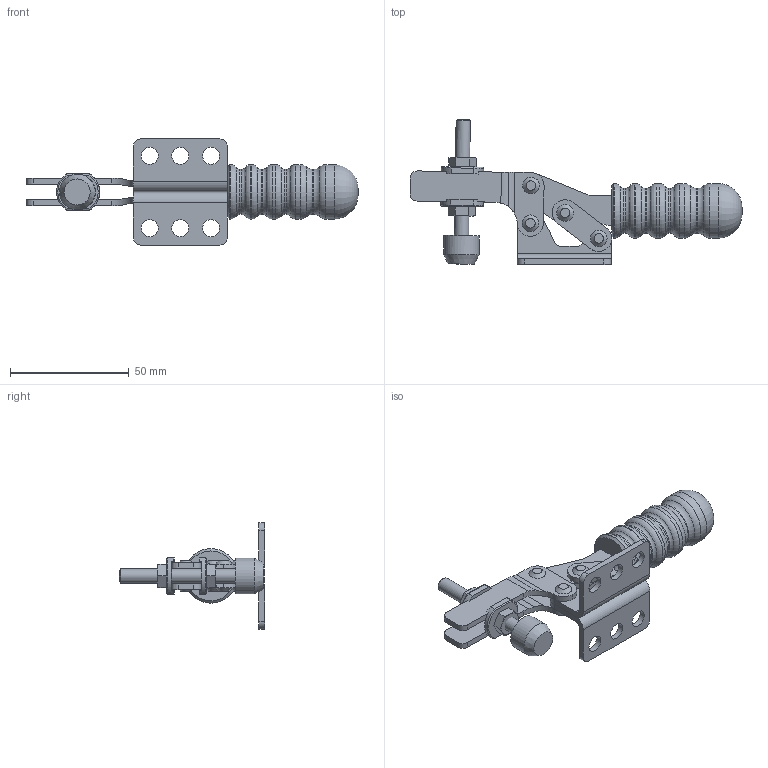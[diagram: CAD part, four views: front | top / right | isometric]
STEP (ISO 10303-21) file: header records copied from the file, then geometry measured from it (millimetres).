
FILE_DESCRIPTION(/* description */ ('Alibre Inc.'),/* implementation_level */ '2;1');
FILE_NAME(/* name */ 'export0',/* time_stamp */ '2012-02-17T12:16:06+01:00',/* author */ (''),/* organization */ (''),/* preprocessor_version */ 'ST-DEVELOPER v12',/* originating_system */ 'Alibre',/* authorisation */ '');
FILE_SCHEMA (('CONFIG_CONTROL_DESIGN'));
Length unit declared in the file: millimetre
Products named in the file (1): ID_1
Bounding box: 140.06 x 61.24 x 44.74 mm (x, y, z)
Volume: 39128 mm3; surface area: 28436.8 mm2
Topology: 18 solids, 18 shells, 267 faces, 639 edges, 398 vertices
Faces by surface type: plane 118, cylinder 99, cone 27, torus 23
Full cylindrical faces by diameter (mm): 4.8 x4, 4.85 x4, 4.855 x8, 4.877 x4, 5 x2, 6 x1, 6.4 x2, 7.163 x6, 15 x1, 19 x4, 23 x5
Entity records: 7134 total; most frequent: CARTESIAN_POINT 1401, ORIENTED_EDGE 1092, DIRECTION 1063, EDGE_CURVE 546, AXIS2_PLACEMENT_3D 479, EDGE_LOOP 400, FACE_BOUND 400, VERTEX_POINT 376
